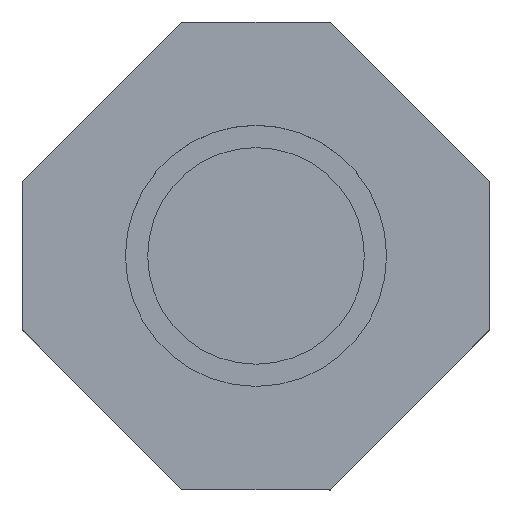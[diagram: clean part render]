
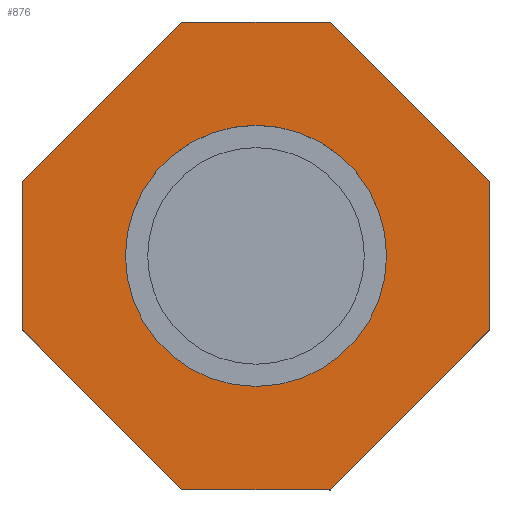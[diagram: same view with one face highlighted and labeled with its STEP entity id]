
A CAD part, top view. The second image highlights one B-rep face of the part: STEP entity #876.
In plain terms, the highlighted planar face has unit normal (0, 0, 1).
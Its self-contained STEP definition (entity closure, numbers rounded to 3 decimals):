
#13 = DIRECTION ( 'NONE',  ( -1., 0., 0. ) ) ;
#19 = FACE_BOUND ( 'NONE', #685, .T. ) ;
#34 = DIRECTION ( 'NONE',  ( 0., 1., 0. ) ) ;
#38 = DIRECTION ( 'NONE',  ( -0.707, 0.707, 0. ) ) ;
#48 = EDGE_CURVE ( 'NONE', #1556, #326, #1518, .T. ) ;
#53 = CARTESIAN_POINT ( 'NONE',  ( 12., 28.937, -2.937 ) ) ;
#68 = CARTESIAN_POINT ( 'NONE',  ( -12.937, -8.937, -2.937 ) ) ;
#86 = LINE ( 'NONE', #588, #540 ) ;
#94 = DIRECTION ( 'NONE',  ( 0., 0., 1. ) ) ;
#96 = EDGE_CURVE ( 'NONE', #498, #749, #1156, .T. ) ;
#106 = EDGE_CURVE ( 'NONE', #749, #309, #1272, .T. ) ;
#143 = VECTOR ( 'NONE', #1500, 1000. ) ;
#168 = CARTESIAN_POINT ( 'NONE',  ( -12.937, 16., -2.937 ) ) ;
#194 = VECTOR ( 'NONE', #313, 1000. ) ;
#276 = EDGE_CURVE ( 'NONE', #572, #1556, #308, .T. ) ;
#280 = EDGE_LOOP ( 'NONE', ( #923, #1031, #1015, #1141, #1106, #1445, #1393, #1620 ) ) ;
#308 = LINE ( 'NONE', #1450, #194 ) ;
#309 = VERTEX_POINT ( 'NONE', #842 ) ;
#313 = DIRECTION ( 'NONE',  ( 0.707, -0.707, 0. ) ) ;
#326 = VERTEX_POINT ( 'NONE', #492 ) ;
#330 = LINE ( 'NONE', #1000, #143 ) ;
#345 = CARTESIAN_POINT ( 'NONE',  ( 0., -8.937, -2.937 ) ) ;
#409 = VECTOR ( 'NONE', #38, 1000. ) ;
#414 = ORIENTED_EDGE ( 'NONE', *, *, #1029, .F. ) ;
#424 = CARTESIAN_POINT ( 'NONE',  ( 0., 28.937, -2.937 ) ) ;
#457 = AXIS2_PLACEMENT_3D ( 'NONE', #783, #655, #34 ) ;
#466 = CARTESIAN_POINT ( 'NONE',  ( 24.937, 16., -2.937 ) ) ;
#492 = CARTESIAN_POINT ( 'NONE',  ( 24.937, 4., -2.937 ) ) ;
#498 = VERTEX_POINT ( 'NONE', #1526 ) ;
#540 = VECTOR ( 'NONE', #977, 1000. ) ;
#559 = EDGE_CURVE ( 'NONE', #309, #960, #1574, .T. ) ;
#572 = VERTEX_POINT ( 'NONE', #53 ) ;
#581 = CARTESIAN_POINT ( 'NONE',  ( 6., 10., -2.937 ) ) ;
#588 = CARTESIAN_POINT ( 'NONE',  ( 24.937, 28.937, -2.937 ) ) ;
#600 = DIRECTION ( 'NONE',  ( 0., -1., 0. ) ) ;
#623 = VERTEX_POINT ( 'NONE', #424 ) ;
#646 = VECTOR ( 'NONE', #13, 1000. ) ;
#655 = DIRECTION ( 'NONE',  ( 0., 0., -1. ) ) ;
#667 = CARTESIAN_POINT ( 'NONE',  ( 24.937, -8.937, -2.937 ) ) ;
#682 = CARTESIAN_POINT ( 'NONE',  ( 6., 20.575, -2.937 ) ) ;
#685 = EDGE_LOOP ( 'NONE', ( #414, #1287 ) ) ;
#693 = CIRCLE ( 'NONE', #913, 10.575 ) ;
#730 = DIRECTION ( 'NONE',  ( 0., -1., 0. ) ) ;
#747 = DIRECTION ( 'NONE',  ( 0.707, 0.707, 0. ) ) ;
#749 = VERTEX_POINT ( 'NONE', #345 ) ;
#770 = DIRECTION ( 'NONE',  ( 0., -1., 0. ) ) ;
#782 = CIRCLE ( 'NONE', #1460, 10.575 ) ;
#783 = CARTESIAN_POINT ( 'NONE',  ( 0., 22.937, -2.937 ) ) ;
#796 = VERTEX_POINT ( 'NONE', #1219 ) ;
#810 = VECTOR ( 'NONE', #1559, 1000. ) ;
#842 = CARTESIAN_POINT ( 'NONE',  ( -12.937, 4., -2.937 ) ) ;
#876 = ADVANCED_FACE ( 'NONE', ( #19, #905 ), #1037, .F. ) ;
#905 = FACE_OUTER_BOUND ( 'NONE', #280, .T. ) ;
#913 = AXIS2_PLACEMENT_3D ( 'NONE', #1213, #1359, #600 ) ;
#923 = ORIENTED_EDGE ( 'NONE', *, *, #559, .F. ) ;
#960 = VERTEX_POINT ( 'NONE', #168 ) ;
#977 = DIRECTION ( 'NONE',  ( 1., 0., 0. ) ) ;
#991 = VECTOR ( 'NONE', #747, 1000. ) ;
#1000 = CARTESIAN_POINT ( 'NONE',  ( 12., -8.937, -2.937 ) ) ;
#1015 = ORIENTED_EDGE ( 'NONE', *, *, #96, .F. ) ;
#1029 = EDGE_CURVE ( 'NONE', #796, #1387, #782, .T. ) ;
#1031 = ORIENTED_EDGE ( 'NONE', *, *, #106, .F. ) ;
#1037 = PLANE ( 'NONE',  #457 ) ;
#1104 = EDGE_CURVE ( 'NONE', #960, #623, #1214, .T. ) ;
#1106 = ORIENTED_EDGE ( 'NONE', *, *, #48, .F. ) ;
#1113 = EDGE_CURVE ( 'NONE', #326, #498, #330, .T. ) ;
#1141 = ORIENTED_EDGE ( 'NONE', *, *, #1113, .F. ) ;
#1156 = LINE ( 'NONE', #667, #646 ) ;
#1171 = CARTESIAN_POINT ( 'NONE',  ( 0., -8.937, -2.937 ) ) ;
#1205 = EDGE_CURVE ( 'NONE', #1387, #796, #693, .T. ) ;
#1213 = CARTESIAN_POINT ( 'NONE',  ( 6., 10., -2.937 ) ) ;
#1214 = LINE ( 'NONE', #1625, #991 ) ;
#1219 = CARTESIAN_POINT ( 'NONE',  ( 6., -0.575, -2.937 ) ) ;
#1272 = LINE ( 'NONE', #1171, #409 ) ;
#1287 = ORIENTED_EDGE ( 'NONE', *, *, #1205, .F. ) ;
#1359 = DIRECTION ( 'NONE',  ( 0., 0., 1. ) ) ;
#1363 = VECTOR ( 'NONE', #770, 1000. ) ;
#1387 = VERTEX_POINT ( 'NONE', #682 ) ;
#1393 = ORIENTED_EDGE ( 'NONE', *, *, #1579, .F. ) ;
#1420 = CARTESIAN_POINT ( 'NONE',  ( 24.937, -8.937, -2.937 ) ) ;
#1445 = ORIENTED_EDGE ( 'NONE', *, *, #276, .F. ) ;
#1450 = CARTESIAN_POINT ( 'NONE',  ( 12., 28.937, -2.937 ) ) ;
#1460 = AXIS2_PLACEMENT_3D ( 'NONE', #581, #94, #730 ) ;
#1500 = DIRECTION ( 'NONE',  ( -0.707, -0.707, 0. ) ) ;
#1518 = LINE ( 'NONE', #1420, #1363 ) ;
#1526 = CARTESIAN_POINT ( 'NONE',  ( 12., -8.937, -2.937 ) ) ;
#1556 = VERTEX_POINT ( 'NONE', #466 ) ;
#1559 = DIRECTION ( 'NONE',  ( 0., 1., 0. ) ) ;
#1574 = LINE ( 'NONE', #68, #810 ) ;
#1579 = EDGE_CURVE ( 'NONE', #623, #572, #86, .T. ) ;
#1620 = ORIENTED_EDGE ( 'NONE', *, *, #1104, .F. ) ;
#1625 = CARTESIAN_POINT ( 'NONE',  ( 0., 28.937, -2.937 ) ) ;
